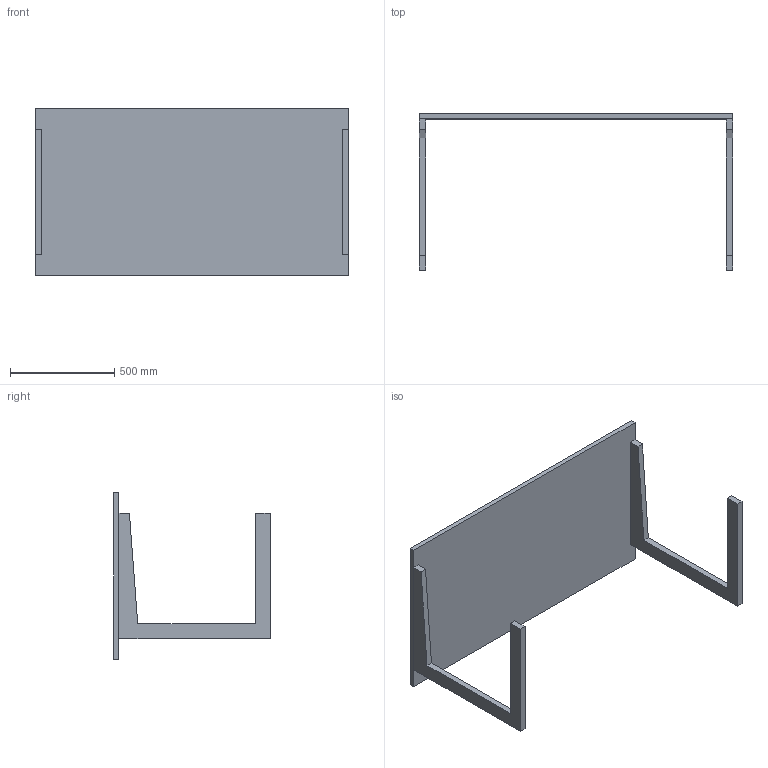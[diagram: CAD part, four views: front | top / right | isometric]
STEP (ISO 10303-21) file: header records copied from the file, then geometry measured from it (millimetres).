
FILE_DESCRIPTION (( 'STEP AP214' ), '1' );
FILE_NAME ('User Library-desk_1500x800.STEP', '2021-12-04T13:10:45', ( '' ), ( '' ), 'SwSTEP 2.0', 'SolidWorks 2021', '' );
FILE_SCHEMA (( 'AUTOMOTIVE_DESIGN' ));
Length unit declared in the file: metre
Products named in the file (1): User Library-desk_1500x800
Bounding box: 1500 x 750 x 800 mm (x, y, z)
Volume: 37497000 mm3; surface area: 3235090.4 mm2
Topology: 3 solids, 3 shells, 26 faces, 60 edges, 40 vertices
Faces by surface type: plane 26
Entity records: 1062 total; most frequent: CARTESIAN_POINT 127, ORIENTED_EDGE 120, DIRECTION 114, VECTOR 60, EDGE_CURVE 60, LINE 60, VERTEX_POINT 40, UNCERTAINTY_MEASURE_WITH_UNIT 31
